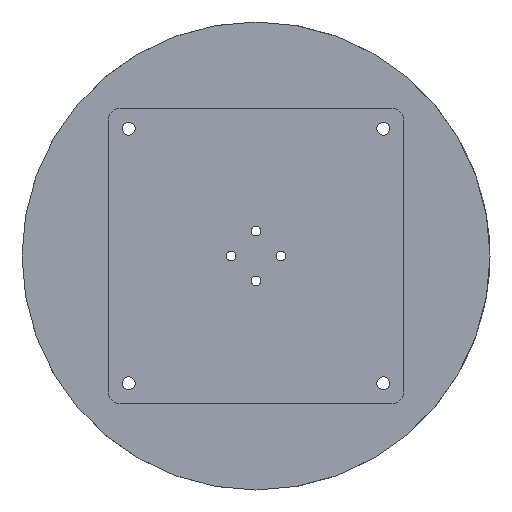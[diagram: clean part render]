
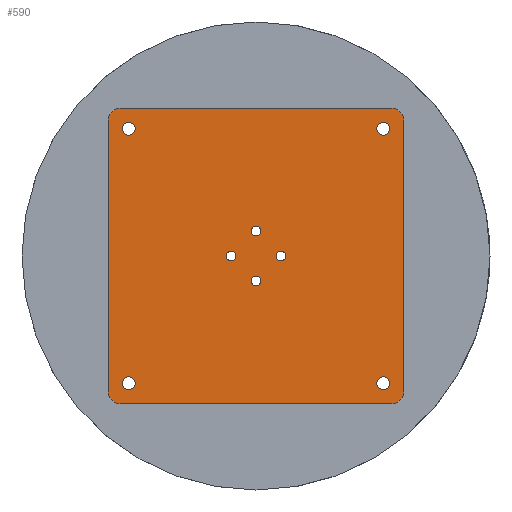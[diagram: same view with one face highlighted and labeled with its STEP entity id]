
A CAD part, front view. The second image highlights one B-rep face of the part: STEP entity #590.
In plain terms, the highlighted planar face has unit normal (0, -1, 0).
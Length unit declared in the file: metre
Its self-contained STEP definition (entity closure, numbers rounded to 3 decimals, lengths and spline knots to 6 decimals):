
#63=LINE('',#995,#97);
#64=LINE('',#999,#98);
#65=LINE('',#1003,#99);
#66=LINE('',#1007,#100);
#97=VECTOR('',#807,1.);
#98=VECTOR('',#810,1.);
#99=VECTOR('',#813,1.);
#100=VECTOR('',#816,1.);
#175=ORIENTED_EDGE('',*,*,#296,.F.);
#176=ORIENTED_EDGE('',*,*,#297,.F.);
#177=ORIENTED_EDGE('',*,*,#298,.F.);
#178=ORIENTED_EDGE('',*,*,#299,.F.);
#179=ORIENTED_EDGE('',*,*,#300,.T.);
#180=ORIENTED_EDGE('',*,*,#301,.T.);
#181=ORIENTED_EDGE('',*,*,#302,.T.);
#182=ORIENTED_EDGE('',*,*,#303,.T.);
#183=ORIENTED_EDGE('',*,*,#304,.F.);
#184=ORIENTED_EDGE('',*,*,#305,.F.);
#185=ORIENTED_EDGE('',*,*,#306,.F.);
#186=ORIENTED_EDGE('',*,*,#307,.F.);
#187=ORIENTED_EDGE('',*,*,#308,.F.);
#188=ORIENTED_EDGE('',*,*,#309,.F.);
#189=ORIENTED_EDGE('',*,*,#310,.F.);
#190=ORIENTED_EDGE('',*,*,#311,.F.);
#296=EDGE_CURVE('',#361,#361,#400,.T.);
#297=EDGE_CURVE('',#362,#362,#401,.T.);
#298=EDGE_CURVE('',#363,#363,#402,.T.);
#299=EDGE_CURVE('',#364,#364,#403,.T.);
#300=EDGE_CURVE('',#365,#365,#404,.T.);
#301=EDGE_CURVE('',#366,#366,#405,.T.);
#302=EDGE_CURVE('',#367,#367,#406,.T.);
#303=EDGE_CURVE('',#368,#368,#407,.T.);
#304=EDGE_CURVE('',#369,#370,#408,.T.);
#305=EDGE_CURVE('',#371,#369,#63,.T.);
#306=EDGE_CURVE('',#372,#371,#409,.T.);
#307=EDGE_CURVE('',#373,#372,#64,.T.);
#308=EDGE_CURVE('',#374,#373,#410,.T.);
#309=EDGE_CURVE('',#375,#374,#65,.T.);
#310=EDGE_CURVE('',#376,#375,#411,.T.);
#311=EDGE_CURVE('',#370,#376,#66,.T.);
#361=VERTEX_POINT('',#977);
#362=VERTEX_POINT('',#979);
#363=VERTEX_POINT('',#981);
#364=VERTEX_POINT('',#983);
#365=VERTEX_POINT('',#985);
#366=VERTEX_POINT('',#987);
#367=VERTEX_POINT('',#989);
#368=VERTEX_POINT('',#991);
#369=VERTEX_POINT('',#993);
#370=VERTEX_POINT('',#994);
#371=VERTEX_POINT('',#996);
#372=VERTEX_POINT('',#998);
#373=VERTEX_POINT('',#1000);
#374=VERTEX_POINT('',#1002);
#375=VERTEX_POINT('',#1004);
#376=VERTEX_POINT('',#1006);
#400=CIRCLE('',#659,0.0021);
#401=CIRCLE('',#660,0.0021);
#402=CIRCLE('',#661,0.0021);
#403=CIRCLE('',#662,0.0021);
#404=CIRCLE('',#663,0.0015);
#405=CIRCLE('',#664,0.0015);
#406=CIRCLE('',#665,0.0015);
#407=CIRCLE('',#666,0.0015);
#408=CIRCLE('',#667,0.0042);
#409=CIRCLE('',#668,0.0042);
#410=CIRCLE('',#669,0.0042);
#411=CIRCLE('',#670,0.0042);
#441=EDGE_LOOP('',(#175));
#442=EDGE_LOOP('',(#176));
#443=EDGE_LOOP('',(#177));
#444=EDGE_LOOP('',(#178));
#445=EDGE_LOOP('',(#179));
#446=EDGE_LOOP('',(#180));
#447=EDGE_LOOP('',(#181));
#448=EDGE_LOOP('',(#182));
#449=EDGE_LOOP('',(#183,#184,#185,#186,#187,#188,#189,#190));
#511=FACE_BOUND('',#441,.T.);
#512=FACE_BOUND('',#442,.T.);
#513=FACE_BOUND('',#443,.T.);
#514=FACE_BOUND('',#444,.T.);
#515=FACE_BOUND('',#445,.T.);
#516=FACE_BOUND('',#446,.T.);
#517=FACE_BOUND('',#447,.T.);
#518=FACE_BOUND('',#448,.T.);
#519=FACE_BOUND('',#449,.T.);
#570=PLANE('',#658);
#590=ADVANCED_FACE('',(#511,#512,#513,#514,#515,#516,#517,#518,#519),#570,
 .T.);
#658=AXIS2_PLACEMENT_3D('',#975,#787,#788);
#659=AXIS2_PLACEMENT_3D('',#976,#789,#790);
#660=AXIS2_PLACEMENT_3D('',#978,#791,#792);
#661=AXIS2_PLACEMENT_3D('',#980,#793,#794);
#662=AXIS2_PLACEMENT_3D('',#982,#795,#796);
#663=AXIS2_PLACEMENT_3D('',#984,#797,#798);
#664=AXIS2_PLACEMENT_3D('',#986,#799,#800);
#665=AXIS2_PLACEMENT_3D('',#988,#801,#802);
#666=AXIS2_PLACEMENT_3D('',#990,#803,#804);
#667=AXIS2_PLACEMENT_3D('',#992,#805,#806);
#668=AXIS2_PLACEMENT_3D('',#997,#808,#809);
#669=AXIS2_PLACEMENT_3D('',#1001,#811,#812);
#670=AXIS2_PLACEMENT_3D('',#1005,#814,#815);
#787=DIRECTION('',(0.,-1.,0.));
#788=DIRECTION('',(0.,0.,-1.));
#789=DIRECTION('',(0.,-1.,0.));
#790=DIRECTION('',(-1.,0.,0.));
#791=DIRECTION('',(0.,-1.,0.));
#792=DIRECTION('',(-1.,0.,0.));
#793=DIRECTION('',(0.,-1.,0.));
#794=DIRECTION('',(-1.,0.,0.));
#795=DIRECTION('',(0.,-1.,0.));
#796=DIRECTION('',(-1.,0.,0.));
#797=DIRECTION('',(0.,1.,0.));
#798=DIRECTION('',(-1.,0.,0.));
#799=DIRECTION('',(0.,1.,0.));
#800=DIRECTION('',(-1.,0.,0.));
#801=DIRECTION('',(0.,1.,0.));
#802=DIRECTION('',(-1.,0.,0.));
#803=DIRECTION('',(0.,1.,0.));
#804=DIRECTION('',(-1.,0.,0.));
#805=DIRECTION('',(0.,1.,0.));
#806=DIRECTION('',(0.,0.,-1.));
#807=DIRECTION('',(0.,0.,-1.));
#808=DIRECTION('',(0.,1.,0.));
#809=DIRECTION('',(1.,0.,0.));
#810=DIRECTION('',(1.,0.,0.));
#811=DIRECTION('',(0.,1.,0.));
#812=DIRECTION('',(0.,0.,1.));
#813=DIRECTION('',(0.,0.,1.));
#814=DIRECTION('',(0.,1.,0.));
#815=DIRECTION('',(-1.,0.,0.));
#816=DIRECTION('',(-1.,0.,0.));
#975=CARTESIAN_POINT('',(0.,-0.0088,0.));
#976=CARTESIAN_POINT('',(-0.040809,-0.0088,-0.040809));
#977=CARTESIAN_POINT('',(-0.042909,-0.0088,-0.040809));
#978=CARTESIAN_POINT('',(-0.040809,-0.0088,0.040809));
#979=CARTESIAN_POINT('',(-0.042909,-0.0088,0.040809));
#980=CARTESIAN_POINT('',(0.040809,-0.0088,-0.040809));
#981=CARTESIAN_POINT('',(0.038709,-0.0088,-0.040809));
#982=CARTESIAN_POINT('',(0.040809,-0.0088,0.040809));
#983=CARTESIAN_POINT('',(0.038709,-0.0088,0.040809));
#984=CARTESIAN_POINT('',(0.,-0.0088,-0.008));
#985=CARTESIAN_POINT('',(-0.0015,-0.0088,-0.008));
#986=CARTESIAN_POINT('',(-0.008,-0.0088,0.));
#987=CARTESIAN_POINT('',(-0.0095,-0.0088,0.));
#988=CARTESIAN_POINT('',(0.008,-0.0088,0.));
#989=CARTESIAN_POINT('',(0.0065,-0.0088,0.));
#990=CARTESIAN_POINT('',(0.,-0.0088,0.008));
#991=CARTESIAN_POINT('',(-0.0015,-0.0088,0.008));
#992=CARTESIAN_POINT('',(0.0432,-0.0088,-0.0432));
#993=CARTESIAN_POINT('',(0.0474,-0.0088,-0.0432));
#994=CARTESIAN_POINT('',(0.0432,-0.0088,-0.0474));
#995=CARTESIAN_POINT('',(0.0474,-0.0088,-0.0432));
#996=CARTESIAN_POINT('',(0.0474,-0.0088,0.0432));
#997=CARTESIAN_POINT('',(0.0432,-0.0088,0.0432));
#998=CARTESIAN_POINT('',(0.0432,-0.0088,0.0474));
#999=CARTESIAN_POINT('',(0.0432,-0.0088,0.0474));
#1000=CARTESIAN_POINT('',(-0.0432,-0.0088,0.0474));
#1001=CARTESIAN_POINT('',(-0.0432,-0.0088,0.0432));
#1002=CARTESIAN_POINT('',(-0.0474,-0.0088,0.0432));
#1003=CARTESIAN_POINT('',(-0.0474,-0.0088,0.0432));
#1004=CARTESIAN_POINT('',(-0.0474,-0.0088,-0.0432));
#1005=CARTESIAN_POINT('',(-0.0432,-0.0088,-0.0432));
#1006=CARTESIAN_POINT('',(-0.0432,-0.0088,-0.0474));
#1007=CARTESIAN_POINT('',(-0.0432,-0.0088,-0.0474));
